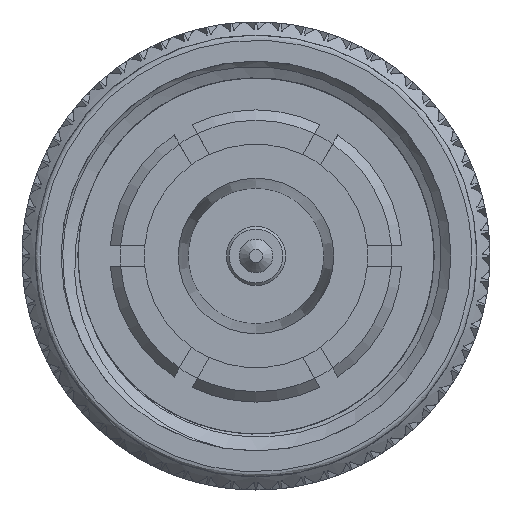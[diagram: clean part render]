
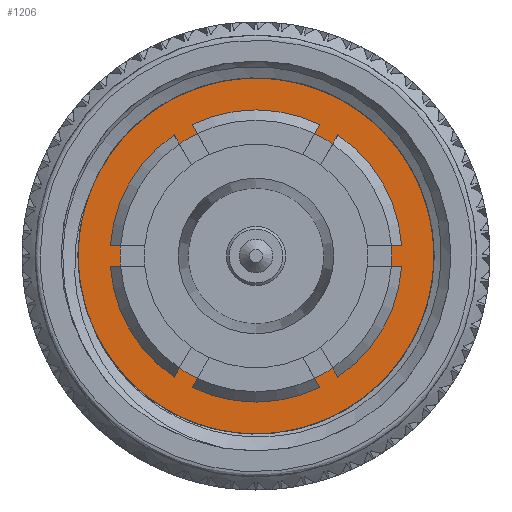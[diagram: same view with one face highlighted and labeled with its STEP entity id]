
A CAD part, left-side view. The second image highlights one B-rep face of the part: STEP entity #1206.
In plain terms, the highlighted planar face has unit normal (-1, 0, 0).
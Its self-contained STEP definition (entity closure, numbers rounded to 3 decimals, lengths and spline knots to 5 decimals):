
#1206 = ADVANCED_FACE ( 'NONE', ( #20484, #4425 ), #54282, .T. ) ;
#4425 = FACE_OUTER_BOUND ( 'NONE', #81749, .T. ) ;
#11143 = ORIENTED_EDGE ( 'NONE', *, *, #16315, .T. ) ;
#11444 = DIRECTION ( 'NONE',  ( 0., 1., 0. ) ) ;
#16315 = EDGE_CURVE ( 'NONE', #78563, #78563, #106803, .T. ) ;
#20484 = FACE_BOUND ( 'NONE', #107501, .T. ) ;
#21952 = DIRECTION ( 'NONE',  ( 1., 0., 0. ) ) ;
#29328 = DIRECTION ( 'NONE',  ( -1., 0., 0. ) ) ;
#36350 = AXIS2_PLACEMENT_3D ( 'NONE', #45954, #29328, #90184 ) ;
#36633 = CIRCLE ( 'NONE', #40104, 0.261 ) ;
#39285 = EDGE_CURVE ( 'NONE', #82110, #82110, #36633, .T. ) ;
#40104 = AXIS2_PLACEMENT_3D ( 'NONE', #97759, #21952, #11444 ) ;
#40537 = CARTESIAN_POINT ( 'NONE',  ( 0.5, -0.375, 0. ) ) ;
#45954 = CARTESIAN_POINT ( 'NONE',  ( 0.5, 0., 0. ) ) ;
#46700 = AXIS2_PLACEMENT_3D ( 'NONE', #66280, #107262, #71453 ) ;
#54282 = PLANE ( 'NONE',  #36350 ) ;
#54430 = ORIENTED_EDGE ( 'NONE', *, *, #39285, .T. ) ;
#66280 = CARTESIAN_POINT ( 'NONE',  ( 0.5, 0., 0. ) ) ;
#71453 = DIRECTION ( 'NONE',  ( 0., -1., 0. ) ) ;
#73788 = CARTESIAN_POINT ( 'NONE',  ( 0.5, 0.261, 0. ) ) ;
#78563 = VERTEX_POINT ( 'NONE', #40537 ) ;
#81749 = EDGE_LOOP ( 'NONE', ( #11143 ) ) ;
#82110 = VERTEX_POINT ( 'NONE', #73788 ) ;
#90184 = DIRECTION ( 'NONE',  ( 0., 0., 1. ) ) ;
#97759 = CARTESIAN_POINT ( 'NONE',  ( 0.5, 0., 0. ) ) ;
#106803 = CIRCLE ( 'NONE', #46700, 0.375 ) ;
#107262 = DIRECTION ( 'NONE',  ( -1., 0., 0. ) ) ;
#107501 = EDGE_LOOP ( 'NONE', ( #54430 ) ) ;
